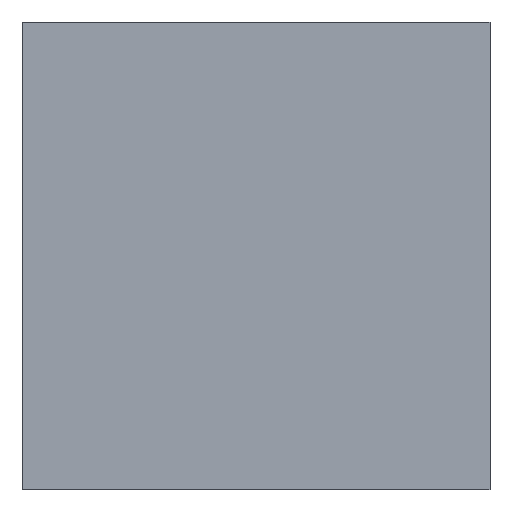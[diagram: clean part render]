
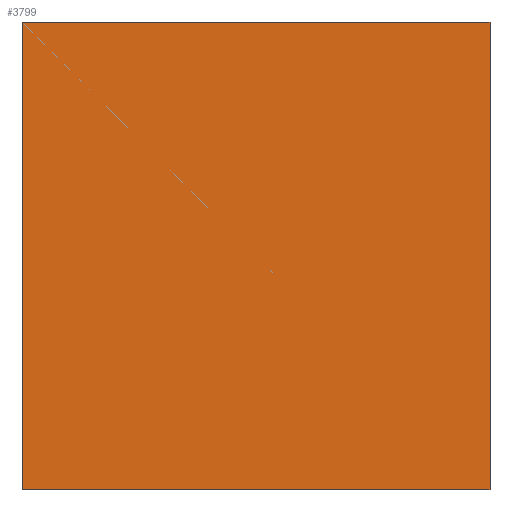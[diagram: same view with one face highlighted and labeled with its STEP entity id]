
A CAD part, front view. The second image highlights one B-rep face of the part: STEP entity #3799.
In plain terms, the highlighted planar face has unit normal (0, -1, 0).
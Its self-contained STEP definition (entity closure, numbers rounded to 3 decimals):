
#56 = CARTESIAN_POINT ( 'NONE',  ( 100., -100., -100. ) ) ;
#109 = VERTEX_POINT ( 'NONE', #1354 ) ;
#174 = PLANE ( 'NONE',  #1606 ) ;
#276 = EDGE_CURVE ( 'NONE', #629, #4689, #1018, .T. ) ;
#360 = LINE ( 'NONE', #1316, #5076 ) ;
#536 = EDGE_CURVE ( 'NONE', #109, #4450, #360, .T. ) ;
#629 = VERTEX_POINT ( 'NONE', #56 ) ;
#781 = ORIENTED_EDGE ( 'NONE', *, *, #276, .T. ) ;
#851 = VECTOR ( 'NONE', #3604, 1000. ) ;
#1018 = LINE ( 'NONE', #2315, #2273 ) ;
#1309 = CARTESIAN_POINT ( 'NONE',  ( 100., -100., 100. ) ) ;
#1316 = CARTESIAN_POINT ( 'NONE',  ( -100., -100., -100. ) ) ;
#1354 = CARTESIAN_POINT ( 'NONE',  ( -100., -100., -100. ) ) ;
#1382 = DIRECTION ( 'NONE',  ( 0., 0., 1. ) ) ;
#1606 = AXIS2_PLACEMENT_3D ( 'NONE', #5703, #3836, #3805 ) ;
#1671 = DIRECTION ( 'NONE',  ( 0., 0., 1. ) ) ;
#1705 = VECTOR ( 'NONE', #3069, 1000. ) ;
#2151 = LINE ( 'NONE', #5469, #1705 ) ;
#2273 = VECTOR ( 'NONE', #1382, 1000. ) ;
#2315 = CARTESIAN_POINT ( 'NONE',  ( 100., -100., -100. ) ) ;
#2623 = CARTESIAN_POINT ( 'NONE',  ( -100., -100., 100. ) ) ;
#2711 = EDGE_LOOP ( 'NONE', ( #781, #4185, #3758, #3082 ) ) ;
#3069 = DIRECTION ( 'NONE',  ( 1., 0., 0. ) ) ;
#3082 = ORIENTED_EDGE ( 'NONE', *, *, #4106, .T. ) ;
#3604 = DIRECTION ( 'NONE',  ( 1., 0., 0. ) ) ;
#3758 = ORIENTED_EDGE ( 'NONE', *, *, #536, .F. ) ;
#3799 = ADVANCED_FACE ( 'NONE', ( #5168 ), #174, .T. ) ;
#3805 = DIRECTION ( 'NONE',  ( 0., 0., -1. ) ) ;
#3836 = DIRECTION ( 'NONE',  ( 0., -1., 0. ) ) ;
#4106 = EDGE_CURVE ( 'NONE', #109, #629, #4486, .T. ) ;
#4185 = ORIENTED_EDGE ( 'NONE', *, *, #4721, .F. ) ;
#4450 = VERTEX_POINT ( 'NONE', #2623 ) ;
#4486 = LINE ( 'NONE', #5874, #851 ) ;
#4689 = VERTEX_POINT ( 'NONE', #1309 ) ;
#4721 = EDGE_CURVE ( 'NONE', #4450, #4689, #2151, .T. ) ;
#5076 = VECTOR ( 'NONE', #1671, 1000. ) ;
#5168 = FACE_OUTER_BOUND ( 'NONE', #2711, .T. ) ;
#5469 = CARTESIAN_POINT ( 'NONE',  ( -100., -100., 100. ) ) ;
#5703 = CARTESIAN_POINT ( 'NONE',  ( -100., -100., -100. ) ) ;
#5874 = CARTESIAN_POINT ( 'NONE',  ( -100., -100., -100. ) ) ;
